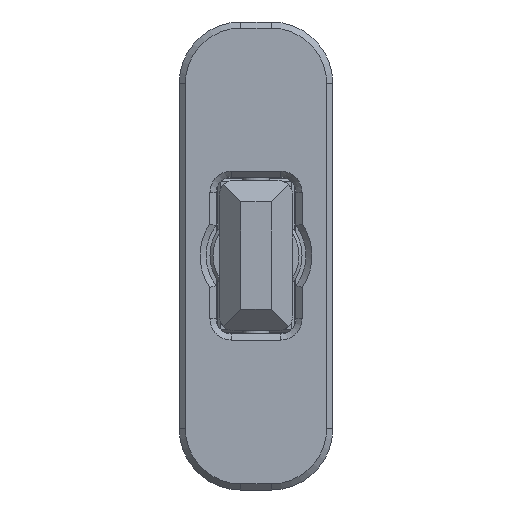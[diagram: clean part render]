
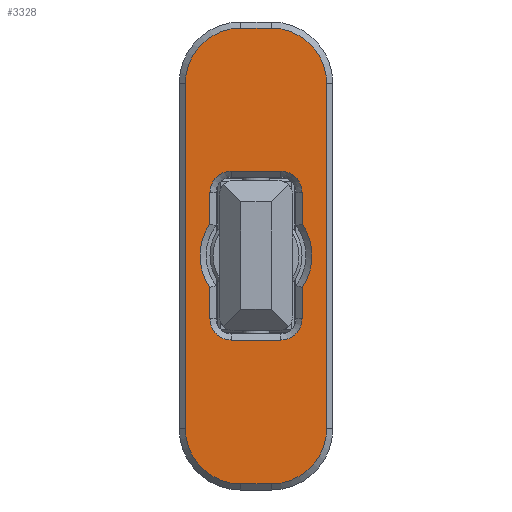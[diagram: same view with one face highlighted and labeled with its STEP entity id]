
A CAD part, front view. The second image highlights one B-rep face of the part: STEP entity #3328.
In plain terms, the highlighted planar face has unit normal (0, -1, 0).
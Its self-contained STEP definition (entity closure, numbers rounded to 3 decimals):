
#61=FACE_BOUND('',#426,.T.);
#219=FACE_OUTER_BOUND('',#425,.T.);
#425=EDGE_LOOP('',(#2241,#2242,#2243,#2244,#2245,#2246,#2247,#2248));
#426=EDGE_LOOP('',(#2249,#2250,#2251,#2252,#2253,#2254,#2255,#2256,#2257,
#2258,#2259,#2260));
#649=CIRCLE('',#3564,3.65);
#652=CIRCLE('',#3570,3.65);
#654=CIRCLE('',#3575,3.6);
#655=CIRCLE('',#3576,3.6);
#656=CIRCLE('',#3577,3.6);
#657=CIRCLE('',#3578,3.6);
#658=CIRCLE('',#3579,1.4);
#659=CIRCLE('',#3580,1.4);
#660=CIRCLE('',#3581,1.4);
#661=CIRCLE('',#3582,1.4);
#812=LINE('',#5110,#1091);
#817=LINE('',#5135,#1096);
#820=LINE('',#5145,#1099);
#821=LINE('',#5149,#1100);
#822=LINE('',#5153,#1101);
#823=LINE('',#5157,#1102);
#824=LINE('',#5162,#1103);
#825=LINE('',#5165,#1104);
#826=LINE('',#5169,#1105);
#827=LINE('',#5172,#1106);
#1091=VECTOR('',#3985,10.);
#1096=VECTOR('',#4002,10.);
#1099=VECTOR('',#4011,10.);
#1100=VECTOR('',#4014,10.);
#1101=VECTOR('',#4017,10.);
#1102=VECTOR('',#4020,10.);
#1103=VECTOR('',#4025,10.);
#1104=VECTOR('',#4028,10.);
#1105=VECTOR('',#4031,10.);
#1106=VECTOR('',#4034,10.);
#1378=VERTEX_POINT('',#5093);
#1381=VERTEX_POINT('',#5100);
#1383=VERTEX_POINT('',#5108);
#1386=VERTEX_POINT('',#5118);
#1389=VERTEX_POINT('',#5125);
#1391=VERTEX_POINT('',#5133);
#1394=VERTEX_POINT('',#5143);
#1395=VERTEX_POINT('',#5144);
#1396=VERTEX_POINT('',#5146);
#1397=VERTEX_POINT('',#5148);
#1398=VERTEX_POINT('',#5150);
#1399=VERTEX_POINT('',#5152);
#1400=VERTEX_POINT('',#5154);
#1401=VERTEX_POINT('',#5156);
#1402=VERTEX_POINT('',#5159);
#1403=VERTEX_POINT('',#5161);
#1404=VERTEX_POINT('',#5163);
#1405=VERTEX_POINT('',#5166);
#1406=VERTEX_POINT('',#5168);
#1407=VERTEX_POINT('',#5170);
#1707=EDGE_CURVE('',#1381,#1378,#649,.T.);
#1710=EDGE_CURVE('',#1383,#1381,#812,.T.);
#1717=EDGE_CURVE('',#1389,#1386,#652,.T.);
#1720=EDGE_CURVE('',#1391,#1389,#817,.T.);
#1724=EDGE_CURVE('',#1394,#1395,#820,.T.);
#1725=EDGE_CURVE('',#1396,#1394,#654,.T.);
#1726=EDGE_CURVE('',#1397,#1396,#821,.T.);
#1727=EDGE_CURVE('',#1398,#1397,#655,.T.);
#1728=EDGE_CURVE('',#1399,#1398,#822,.T.);
#1729=EDGE_CURVE('',#1400,#1399,#656,.T.);
#1730=EDGE_CURVE('',#1401,#1400,#823,.T.);
#1731=EDGE_CURVE('',#1395,#1401,#657,.T.);
#1732=EDGE_CURVE('',#1402,#1383,#658,.T.);
#1733=EDGE_CURVE('',#1403,#1402,#824,.T.);
#1734=EDGE_CURVE('',#1404,#1403,#659,.T.);
#1735=EDGE_CURVE('',#1386,#1404,#825,.T.);
#1736=EDGE_CURVE('',#1405,#1391,#660,.T.);
#1737=EDGE_CURVE('',#1406,#1405,#826,.T.);
#1738=EDGE_CURVE('',#1407,#1406,#661,.T.);
#1739=EDGE_CURVE('',#1378,#1407,#827,.T.);
#2241=ORIENTED_EDGE('',*,*,#1724,.F.);
#2242=ORIENTED_EDGE('',*,*,#1725,.F.);
#2243=ORIENTED_EDGE('',*,*,#1726,.F.);
#2244=ORIENTED_EDGE('',*,*,#1727,.F.);
#2245=ORIENTED_EDGE('',*,*,#1728,.F.);
#2246=ORIENTED_EDGE('',*,*,#1729,.F.);
#2247=ORIENTED_EDGE('',*,*,#1730,.F.);
#2248=ORIENTED_EDGE('',*,*,#1731,.F.);
#2249=ORIENTED_EDGE('',*,*,#1707,.F.);
#2250=ORIENTED_EDGE('',*,*,#1710,.F.);
#2251=ORIENTED_EDGE('',*,*,#1732,.F.);
#2252=ORIENTED_EDGE('',*,*,#1733,.F.);
#2253=ORIENTED_EDGE('',*,*,#1734,.F.);
#2254=ORIENTED_EDGE('',*,*,#1735,.F.);
#2255=ORIENTED_EDGE('',*,*,#1717,.F.);
#2256=ORIENTED_EDGE('',*,*,#1720,.F.);
#2257=ORIENTED_EDGE('',*,*,#1736,.F.);
#2258=ORIENTED_EDGE('',*,*,#1737,.F.);
#2259=ORIENTED_EDGE('',*,*,#1738,.F.);
#2260=ORIENTED_EDGE('',*,*,#1739,.F.);
#3209=PLANE('',#3574);
#3328=ADVANCED_FACE('',(#219,#61),#3209,.T.);
#3564=AXIS2_PLACEMENT_3D('',#5104,#3979,#3980);
#3570=AXIS2_PLACEMENT_3D('',#5129,#3996,#3997);
#3574=AXIS2_PLACEMENT_3D('',#5142,#4009,#4010);
#3575=AXIS2_PLACEMENT_3D('',#5147,#4012,#4013);
#3576=AXIS2_PLACEMENT_3D('',#5151,#4015,#4016);
#3577=AXIS2_PLACEMENT_3D('',#5155,#4018,#4019);
#3578=AXIS2_PLACEMENT_3D('',#5158,#4021,#4022);
#3579=AXIS2_PLACEMENT_3D('',#5160,#4023,#4024);
#3580=AXIS2_PLACEMENT_3D('',#5164,#4026,#4027);
#3581=AXIS2_PLACEMENT_3D('',#5167,#4029,#4030);
#3582=AXIS2_PLACEMENT_3D('',#5171,#4032,#4033);
#3979=DIRECTION('center_axis',(0.,-1.,0.));
#3980=DIRECTION('ref_axis',(1.,0.,0.));
#3985=DIRECTION('',(0.,0.,1.));
#3996=DIRECTION('center_axis',(0.,-1.,0.));
#3997=DIRECTION('ref_axis',(-1.,0.,0.));
#4002=DIRECTION('',(0.,0.,-1.));
#4009=DIRECTION('center_axis',(0.,-1.,0.));
#4010=DIRECTION('ref_axis',(-1.,0.,0.));
#4011=DIRECTION('',(0.,0.,-1.));
#4012=DIRECTION('center_axis',(0.,1.,0.));
#4013=DIRECTION('ref_axis',(1.,0.,0.));
#4014=DIRECTION('',(1.,0.,0.));
#4015=DIRECTION('center_axis',(0.,1.,0.));
#4016=DIRECTION('ref_axis',(0.,0.,
1.));
#4017=DIRECTION('',(0.,0.,1.));
#4018=DIRECTION('center_axis',(0.,1.,0.));
#4019=DIRECTION('ref_axis',(-1.,0.,0.));
#4020=DIRECTION('',(-1.,0.,0.));
#4021=DIRECTION('center_axis',(0.,1.,0.));
#4022=DIRECTION('ref_axis',(0.,0.,-1.));
#4023=DIRECTION('center_axis',(0.,-1.,0.));
#4024=DIRECTION('ref_axis',(0.707,0.,-0.707));
#4025=DIRECTION('',(1.,0.,0.));
#4026=DIRECTION('center_axis',(0.,-1.,0.));
#4027=DIRECTION('ref_axis',(-0.707,0.,-0.707));
#4028=DIRECTION('',(0.,0.,-1.));
#4029=DIRECTION('center_axis',(0.,-1.,0.));
#4030=DIRECTION('ref_axis',(-0.707,0.,0.707));
#4031=DIRECTION('',(-1.,0.,0.));
#4032=DIRECTION('center_axis',(0.,-1.,0.));
#4033=DIRECTION('ref_axis',(0.707,0.,0.707));
#4034=DIRECTION('',(0.,0.,1.));
#5093=CARTESIAN_POINT('',(-5.378,-34.091,-27.401));
#5100=CARTESIAN_POINT('',(-5.378,-34.091,-31.56));
#5104=CARTESIAN_POINT('Origin',(-8.378,-34.091,-29.481));
#5108=CARTESIAN_POINT('',(-5.378,-34.091,-33.581));
#5110=CARTESIAN_POINT('',(-5.378,-34.091,-28.224));
#5118=CARTESIAN_POINT('',(-11.378,-34.091,-31.56));
#5125=CARTESIAN_POINT('',(-11.378,-34.091,-27.401));
#5129=CARTESIAN_POINT('Origin',(-8.378,-34.091,-29.481));
#5133=CARTESIAN_POINT('',(-11.378,-34.091,-25.381));
#5135=CARTESIAN_POINT('',(-11.378,-34.091,-30.774));
#5142=CARTESIAN_POINT('Origin',(-8.379,-34.091,-29.505));
#5143=CARTESIAN_POINT('',(-3.778,-34.091,-18.272));
#5144=CARTESIAN_POINT('',(-3.778,-34.091,-40.739));
#5145=CARTESIAN_POINT('',(-3.778,-34.091,-23.888));
#5146=CARTESIAN_POINT('',(-7.378,-34.091,-14.672));
#5147=CARTESIAN_POINT('Origin',(-7.378,-34.091,-18.272));
#5148=CARTESIAN_POINT('',(-9.379,-34.091,-14.672));
#5149=CARTESIAN_POINT('',(-8.879,-34.091,-14.672));
#5150=CARTESIAN_POINT('',(-12.979,-34.091,-18.272));
#5151=CARTESIAN_POINT('Origin',(-9.379,-34.091,-18.272));
#5152=CARTESIAN_POINT('',(-12.979,-34.091,-40.739));
#5153=CARTESIAN_POINT('',(-12.979,-34.091,-35.122));
#5154=CARTESIAN_POINT('',(-9.379,-34.091,-44.339));
#5155=CARTESIAN_POINT('Origin',(-9.379,-34.091,-40.739));
#5156=CARTESIAN_POINT('',(-7.378,-34.091,-44.339));
#5157=CARTESIAN_POINT('',(-7.879,-34.091,-44.339));
#5158=CARTESIAN_POINT('Origin',(-7.378,-34.091,-40.739));
#5159=CARTESIAN_POINT('',(-6.778,-34.091,-34.981));
#5160=CARTESIAN_POINT('Origin',(-6.778,-34.091,-33.581));
#5161=CARTESIAN_POINT('',(-9.978,-34.091,-34.981));
#5162=CARTESIAN_POINT('',(-7.079,-34.091,-34.981));
#5163=CARTESIAN_POINT('',(-11.378,-34.091,-33.581));
#5164=CARTESIAN_POINT('Origin',(-9.978,-34.091,-33.581));
#5165=CARTESIAN_POINT('',(-11.378,-34.091,-32.043));
#5166=CARTESIAN_POINT('',(-9.978,-34.091,-23.981));
#5167=CARTESIAN_POINT('Origin',(-9.978,-34.091,-25.381));
#5168=CARTESIAN_POINT('',(-6.778,-34.091,-23.981));
#5169=CARTESIAN_POINT('',(-9.679,-34.091,-23.981));
#5170=CARTESIAN_POINT('',(-5.378,-34.091,-25.381));
#5171=CARTESIAN_POINT('Origin',(-6.778,-34.091,-25.381));
#5172=CARTESIAN_POINT('',(-5.378,-34.091,-26.943));
